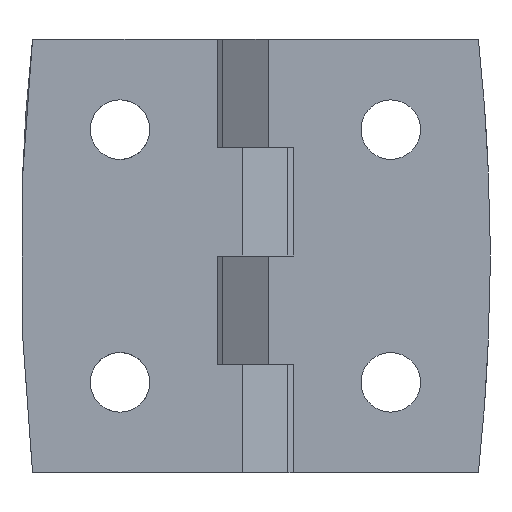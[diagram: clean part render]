
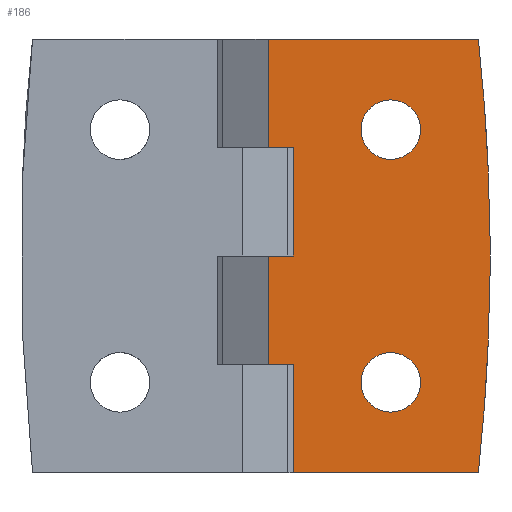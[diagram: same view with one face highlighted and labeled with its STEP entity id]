
A CAD part, front view. The second image highlights one B-rep face of the part: STEP entity #186.
In plain terms, the highlighted planar face has unit normal (0, -1, 0).
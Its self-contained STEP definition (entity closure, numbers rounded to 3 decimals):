
#186 = ADVANCED_FACE( '', ( #360, #361, #362 ), #363, .F. );
#360 = FACE_BOUND( '', #550, .T. );
#361 = FACE_BOUND( '', #551, .T. );
#362 = FACE_OUTER_BOUND( '', #552, .T. );
#363 = PLANE( '', #553 );
#550 = EDGE_LOOP( '', ( #854 ) );
#551 = EDGE_LOOP( '', ( #855 ) );
#552 = EDGE_LOOP( '', ( #856, #857, #858, #859, #860, #861, #862, #863, #864, #865, #866, #867 ) );
#553 = AXIS2_PLACEMENT_3D( '', #868, #869, #870 );
#854 = ORIENTED_EDGE( '', *, *, #1145, .T. );
#855 = ORIENTED_EDGE( '', *, *, #1172, .T. );
#856 = ORIENTED_EDGE( '', *, *, #1078, .T. );
#857 = ORIENTED_EDGE( '', *, *, #1165, .T. );
#858 = ORIENTED_EDGE( '', *, *, #1107, .T. );
#859 = ORIENTED_EDGE( '', *, *, #1173, .T. );
#860 = ORIENTED_EDGE( '', *, *, #1116, .F. );
#861 = ORIENTED_EDGE( '', *, *, #1129, .T. );
#862 = ORIENTED_EDGE( '', *, *, #1134, .F. );
#863 = ORIENTED_EDGE( '', *, *, #1142, .T. );
#864 = ORIENTED_EDGE( '', *, *, #1150, .T. );
#865 = ORIENTED_EDGE( '', *, *, #1092, .F. );
#866 = ORIENTED_EDGE( '', *, *, #1101, .F. );
#867 = ORIENTED_EDGE( '', *, *, #1114, .T. );
#868 = CARTESIAN_POINT( '', ( 1.4, -9., 24. ) );
#869 = DIRECTION( '', ( 0., 1., 0. ) );
#870 = DIRECTION( '', ( 0., 0., 1. ) );
#1078 = EDGE_CURVE( '', #1243, #1251, #1253, .T. );
#1092 = EDGE_CURVE( '', #1276, #1277, #1278, .T. );
#1101 = EDGE_CURVE( '', #1291, #1276, #1292, .T. );
#1107 = EDGE_CURVE( '', #1301, #1302, #1303, .T. );
#1114 = EDGE_CURVE( '', #1291, #1243, #1313, .T. );
#1116 = EDGE_CURVE( '', #1315, #1316, #1317, .T. );
#1129 = EDGE_CURVE( '', #1315, #1335, #1337, .F. );
#1134 = EDGE_CURVE( '', #1342, #1335, #1344, .T. );
#1142 = EDGE_CURVE( '', #1342, #1355, #1357, .T. );
#1145 = EDGE_CURVE( '', #1361, #1361, #1362, .T. );
#1150 = EDGE_CURVE( '', #1355, #1277, #1369, .T. );
#1165 = EDGE_CURVE( '', #1251, #1301, #1392, .T. );
#1172 = EDGE_CURVE( '', #1400, #1400, #1401, .T. );
#1173 = EDGE_CURVE( '', #1302, #1316, #1402, .F. );
#1243 = VERTEX_POINT( '', #1572 );
#1251 = VERTEX_POINT( '', #1581 );
#1253 = LINE( '', #1584, #1585 );
#1276 = VERTEX_POINT( '', #1613 );
#1277 = VERTEX_POINT( '', #1614 );
#1278 = LINE( '', #1615, #1616 );
#1291 = VERTEX_POINT( '', #1634 );
#1292 = LINE( '', #1635, #1636 );
#1301 = VERTEX_POINT( '', #1646 );
#1302 = VERTEX_POINT( '', #1647 );
#1303 = LINE( '', #1648, #1649 );
#1313 = LINE( '', #1662, #1663 );
#1315 = VERTEX_POINT( '', #1665 );
#1316 = VERTEX_POINT( '', #1666 );
#1317 = LINE( '', #1667, #1668 );
#1335 = VERTEX_POINT( '', #1694 );
#1337 = CIRCLE( '', #1697, 222.207 );
#1342 = VERTEX_POINT( '', #1702 );
#1344 = LINE( '', #1705, #1706 );
#1355 = VERTEX_POINT( '', #1719 );
#1357 = LINE( '', #1722, #1723 );
#1361 = VERTEX_POINT( '', #1727 );
#1362 = CIRCLE( '', #1728, 3.3 );
#1369 = LINE( '', #1735, #1736 );
#1392 = LINE( '', #1766, #1767 );
#1400 = VERTEX_POINT( '', #1778 );
#1401 = CIRCLE( '', #1779, 3.3 );
#1402 = CIRCLE( '', #1780, 222.207 );
#1572 = CARTESIAN_POINT( '', ( 1.4, -9., -12. ) );
#1581 = CARTESIAN_POINT( '', ( 4.2, -9., -12. ) );
#1584 = CARTESIAN_POINT( '', ( 1.4, -9., -12. ) );
#1585 = VECTOR( '', #2144, 1000. );
#1613 = CARTESIAN_POINT( '', ( 4.2, -9., 0. ) );
#1614 = CARTESIAN_POINT( '', ( 4.2, -9., 12. ) );
#1615 = CARTESIAN_POINT( '', ( 4.2, -9., 24. ) );
#1616 = VECTOR( '', #2165, 1000. );
#1634 = CARTESIAN_POINT( '', ( 1.4, -9., 0. ) );
#1635 = CARTESIAN_POINT( '', ( 1.4, -9., 0. ) );
#1636 = VECTOR( '', #2174, 1000. );
#1646 = CARTESIAN_POINT( '', ( 4.2, -9., -24. ) );
#1647 = CARTESIAN_POINT( '', ( 24.7, -9., -24. ) );
#1648 = CARTESIAN_POINT( '', ( 1.4, -9., -24. ) );
#1649 = VECTOR( '', #2185, 1000. );
#1662 = CARTESIAN_POINT( '', ( 1.4, -9., 24. ) );
#1663 = VECTOR( '', #2195, 1000. );
#1665 = CARTESIAN_POINT( '', ( 25.99, -9., 2.108 ) );
#1666 = CARTESIAN_POINT( '', ( 25.99, -9., -2.108 ) );
#1667 = CARTESIAN_POINT( '', ( 25.99, -9., 24. ) );
#1668 = VECTOR( '', #2196, 1000. );
#1694 = CARTESIAN_POINT( '', ( 24.7, -9., 24. ) );
#1697 = AXIS2_PLACEMENT_3D( '', #2209, #2210, #2211 );
#1702 = CARTESIAN_POINT( '', ( 1.4, -9., 24. ) );
#1705 = CARTESIAN_POINT( '', ( 1.4, -9., 24. ) );
#1706 = VECTOR( '', #2219, 1000. );
#1719 = CARTESIAN_POINT( '', ( 1.4, -9., 12. ) );
#1722 = CARTESIAN_POINT( '', ( 1.4, -9., 24. ) );
#1723 = VECTOR( '', #2229, 1000. );
#1727 = CARTESIAN_POINT( '', ( 15., -9., -10.7 ) );
#1728 = AXIS2_PLACEMENT_3D( '', #2233, #2234, #2235 );
#1735 = CARTESIAN_POINT( '', ( 1.4, -9., 12. ) );
#1736 = VECTOR( '', #2245, 1000. );
#1766 = CARTESIAN_POINT( '', ( 4.2, -9., 24. ) );
#1767 = VECTOR( '', #2262, 1000. );
#1778 = CARTESIAN_POINT( '', ( 15., -9., 17.3 ) );
#1779 = AXIS2_PLACEMENT_3D( '', #2266, #2267, #2268 );
#1780 = AXIS2_PLACEMENT_3D( '', #2269, #2270, #2271 );
#2144 = DIRECTION( '', ( 1., 0., 0. ) );
#2165 = DIRECTION( '', ( 0., 0., 1. ) );
#2174 = DIRECTION( '', ( 1., 0., 0. ) );
#2185 = DIRECTION( '', ( 1., 0., 0. ) );
#2195 = DIRECTION( '', ( 0., 0., -1. ) );
#2196 = DIRECTION( '', ( 0., 0., -1. ) );
#2209 = CARTESIAN_POINT( '', ( -196.207, -9., 0. ) );
#2210 = DIRECTION( '', ( 0., 1., 0. ) );
#2211 = DIRECTION( '', ( 0., 0., 1. ) );
#2219 = DIRECTION( '', ( 1., 0., 0. ) );
#2229 = DIRECTION( '', ( 0., 0., -1. ) );
#2233 = CARTESIAN_POINT( '', ( 15., -9., -14. ) );
#2234 = DIRECTION( '', ( 0., 1., 0. ) );
#2235 = DIRECTION( '', ( 0., 0., 1. ) );
#2245 = DIRECTION( '', ( 1., 0., 0. ) );
#2262 = DIRECTION( '', ( 0., 0., -1. ) );
#2266 = CARTESIAN_POINT( '', ( 15., -9., 14. ) );
#2267 = DIRECTION( '', ( 0., 1., 0. ) );
#2268 = DIRECTION( '', ( 0., 0., 1. ) );
#2269 = CARTESIAN_POINT( '', ( -196.207, -9., 0. ) );
#2270 = DIRECTION( '', ( 0., 1., 0. ) );
#2271 = DIRECTION( '', ( 0., 0., 1. ) );
